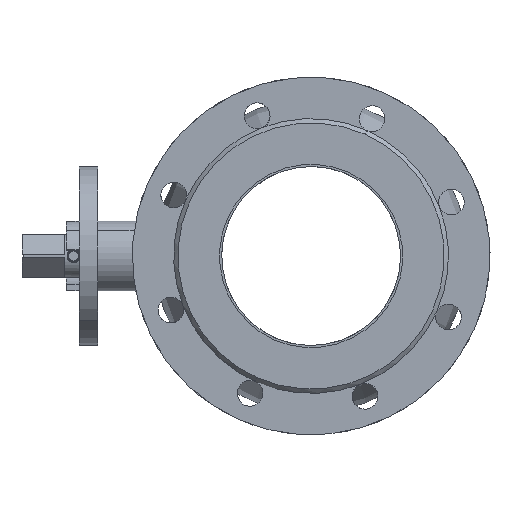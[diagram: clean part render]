
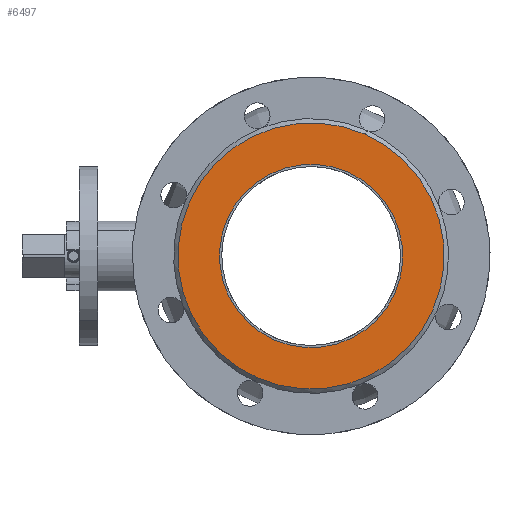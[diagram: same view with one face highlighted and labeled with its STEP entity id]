
A CAD part, left-side view. The second image highlights one B-rep face of the part: STEP entity #6497.
In plain terms, the highlighted face is planar.
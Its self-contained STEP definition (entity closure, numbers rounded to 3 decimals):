
#416 = AXIS2_PLACEMENT_3D ( 'NONE', #3425, #1426, #5030 ) ;
#741 = DIRECTION ( 'NONE',  ( 0., 0., 1. ) ) ;
#1120 = AXIS2_PLACEMENT_3D ( 'NONE', #1707, #3823, #3914 ) ;
#1306 = CIRCLE ( 'NONE', #416, 64. ) ;
#1426 = DIRECTION ( 'NONE',  ( 0., 0., 1. ) ) ;
#1493 = CARTESIAN_POINT ( 'NONE',  ( -64., 0., 22. ) ) ;
#1550 = DIRECTION ( 'NONE',  ( 1., 0., 0. ) ) ;
#1600 = DIRECTION ( 'NONE',  ( 0., 0., 1. ) ) ;
#1674 = CARTESIAN_POINT ( 'NONE',  ( 64., 0., 22. ) ) ;
#1707 = CARTESIAN_POINT ( 'NONE',  ( 0., 0., 22. ) ) ;
#2036 = AXIS2_PLACEMENT_3D ( 'NONE', #5785, #741, #5099 ) ;
#2065 = AXIS2_PLACEMENT_3D ( 'NONE', #3570, #6430, #7021 ) ;
#2095 = PLANE ( 'NONE',  #2065 ) ;
#2339 = CIRCLE ( 'NONE', #2036, 64. ) ;
#2822 = FACE_BOUND ( 'NONE', #3233, .T. ) ;
#2880 = ORIENTED_EDGE ( 'NONE', *, *, #7057, .F. ) ;
#3158 = VERTEX_POINT ( 'NONE', #1493 ) ;
#3233 = EDGE_LOOP ( 'NONE', ( #2880, #4250 ) ) ;
#3425 = CARTESIAN_POINT ( 'NONE',  ( 0., 0., 22. ) ) ;
#3570 = CARTESIAN_POINT ( 'NONE',  ( 0., 0., 22. ) ) ;
#3823 = DIRECTION ( 'NONE',  ( 0., 0., 1. ) ) ;
#3914 = DIRECTION ( 'NONE',  ( 1., 0., 0. ) ) ;
#4207 = FACE_OUTER_BOUND ( 'NONE', #5731, .T. ) ;
#4250 = ORIENTED_EDGE ( 'NONE', *, *, #8804, .F. ) ;
#4301 = CARTESIAN_POINT ( 'NONE',  ( -93., 0., 22. ) ) ;
#4336 = ORIENTED_EDGE ( 'NONE', *, *, #7489, .T. ) ;
#4620 = AXIS2_PLACEMENT_3D ( 'NONE', #5015, #1600, #1550 ) ;
#5015 = CARTESIAN_POINT ( 'NONE',  ( 0., 0., 22. ) ) ;
#5030 = DIRECTION ( 'NONE',  ( 1., 0., 0. ) ) ;
#5099 = DIRECTION ( 'NONE',  ( 1., 0., 0. ) ) ;
#5196 = VERTEX_POINT ( 'NONE', #4301 ) ;
#5267 = CIRCLE ( 'NONE', #1120, 93. ) ;
#5695 = EDGE_CURVE ( 'NONE', #6205, #5196, #8614, .T. ) ;
#5731 = EDGE_LOOP ( 'NONE', ( #4336, #6864 ) ) ;
#5785 = CARTESIAN_POINT ( 'NONE',  ( 0., 0., 22. ) ) ;
#6205 = VERTEX_POINT ( 'NONE', #8656 ) ;
#6430 = DIRECTION ( 'NONE',  ( 0., 0., 1. ) ) ;
#6497 = ADVANCED_FACE ( 'NONE', ( #4207, #2822 ), #2095, .T. ) ;
#6864 = ORIENTED_EDGE ( 'NONE', *, *, #5695, .T. ) ;
#7021 = DIRECTION ( 'NONE',  ( 1., 0., 0. ) ) ;
#7057 = EDGE_CURVE ( 'NONE', #8961, #3158, #1306, .T. ) ;
#7489 = EDGE_CURVE ( 'NONE', #5196, #6205, #5267, .T. ) ;
#8614 = CIRCLE ( 'NONE', #4620, 93. ) ;
#8656 = CARTESIAN_POINT ( 'NONE',  ( 93., 0., 22. ) ) ;
#8804 = EDGE_CURVE ( 'NONE', #3158, #8961, #2339, .T. ) ;
#8961 = VERTEX_POINT ( 'NONE', #1674 ) ;
